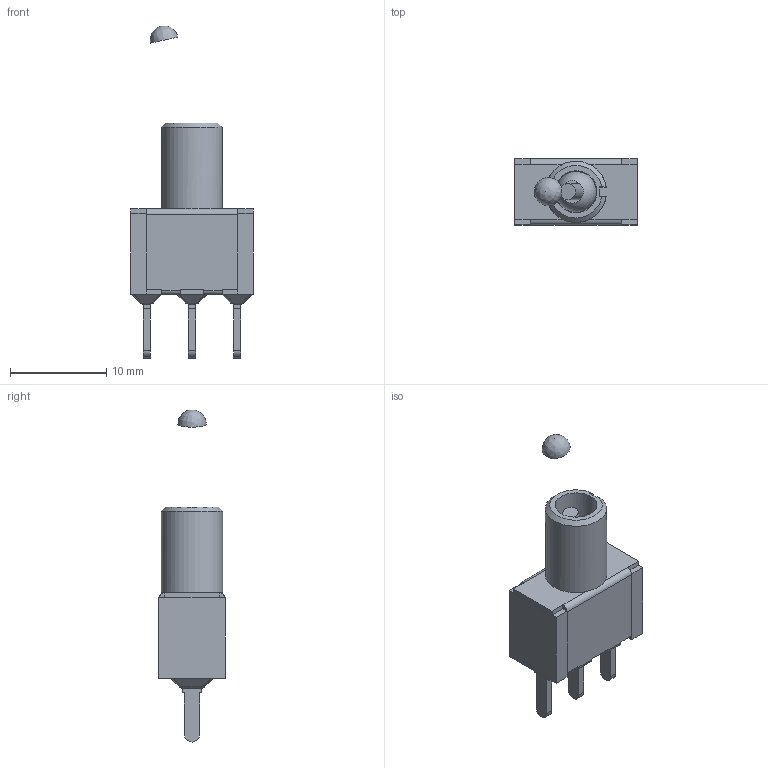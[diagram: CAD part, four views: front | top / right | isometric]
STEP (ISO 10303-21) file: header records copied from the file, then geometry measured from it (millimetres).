
FILE_DESCRIPTION(/* description */ (''),/* implementation_level */ '2;1');
FILE_NAME(/* name */ '100SPxT1B1M3xE.stp',/* time_stamp */ '2025-05-01T08:13:16-05:00',/* author */ ('mroman'),/* organization */ (''),/* preprocessor_version */ 'ST-DEVELOPER v18.1',/* originating_system */ 'Autodesk Inventor 2022',/* authorisation */ '');
FILE_SCHEMA (('AUTOMOTIVE_DESIGN { 1 0 10303 214 3 1 1 }'));
Length unit declared in the file: inch
Products named in the file (1): 100SPxT1B1M3xE
Bounding box: 12.7 x 6.86 x 34.45 mm (x, y, z)
Volume: 1062.6 mm3; surface area: 1177.8 mm2
Topology: 1 solids, 7 shells, 224 faces, 557 edges, 330 vertices
Faces by surface type: plane 163, cylinder 44, sphere 13, cone 3, bspline 1
Full cylindrical faces by diameter (mm): 1.65 x1, 4.35 x1
Entity records: 6545 total; most frequent: CARTESIAN_POINT 1187, DIRECTION 1110, ORIENTED_EDGE 1090, EDGE_CURVE 545, LINE 418, VECTOR 418, AXIS2_PLACEMENT_3D 346, VERTEX_POINT 330
